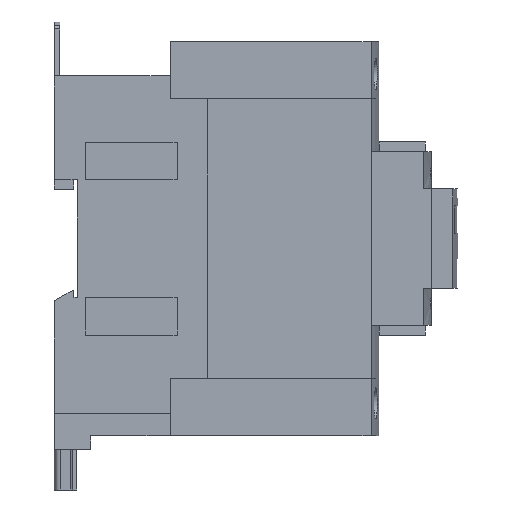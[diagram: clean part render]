
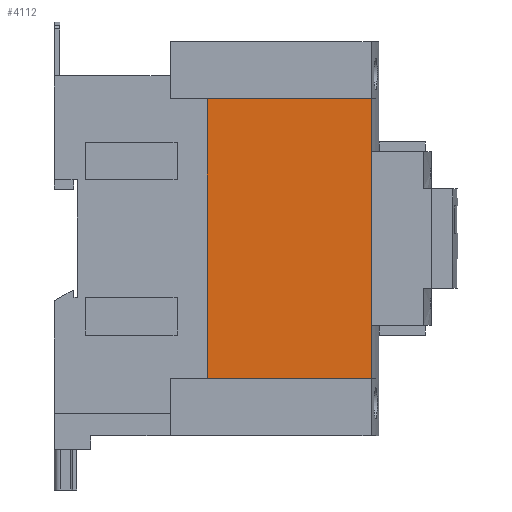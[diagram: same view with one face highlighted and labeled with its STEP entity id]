
A CAD part, left-side view. The second image highlights one B-rep face of the part: STEP entity #4112.
In plain terms, the highlighted planar face has unit normal (-1, 0, 0).
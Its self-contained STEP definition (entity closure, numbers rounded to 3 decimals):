
#4052=CARTESIAN_POINT('POINT2911',(-27.559,-45.499,
   -41.529));
#4053=VERTEX_POINT('VERTEX2911',#4052);
#4060=CARTESIAN_POINT('POINT2912',(-27.559,-45.499,
   41.529));
#4061=VERTEX_POINT('VERTEX2912',#4060);
#4062=CARTESIAN_POINT('POS5169',(-27.559,-45.499,
   -20.765));
#4063=DIRECTION('DIR6992',(0.,0.,-1.));
#4064=VECTOR('VEC3346',#4063,25.4);
#4065=LINE('STRAIGHT3346',#4062,#4064);
#4066=EDGE_CURVE('EDGE4368',#4061,#4053,#4065,.T.);
#4082=ORIENTED_EDGE('COEDGE8735',*,*,#4066,.T.);
#4083=CARTESIAN_POINT('POINT2913',(-27.559,-94.085,
   -41.529));
#4084=VERTEX_POINT('VERTEX2913',#4083);
#4085=CARTESIAN_POINT('POS5172',(-27.559,-94.085,
   -41.529));
#4086=DIRECTION('DIR6996',(0.,1.,0.));
#4087=VECTOR('VEC3348',#4086,25.4);
#4088=LINE('STRAIGHT3348',#4085,#4087);
#4089=EDGE_CURVE('EDGE4370',#4084,#4053,#4088,.T.);
#4090=ORIENTED_EDGE('COEDGE8736',*,*,#4089,.F.);
#4091=CARTESIAN_POINT('POINT2914',(-27.559,-94.085,
   41.529));
#4092=VERTEX_POINT('VERTEX2914',#4091);
#4093=CARTESIAN_POINT('POS5173',(-27.559,-94.085,
   -41.529));
#4094=DIRECTION('DIR6997',(0.,0.,1.));
#4095=VECTOR('VEC3349',#4094,25.4);
#4096=LINE('STRAIGHT3349',#4093,#4095);
#4097=EDGE_CURVE('EDGE4371',#4084,#4092,#4096,.T.);
#4098=ORIENTED_EDGE('COEDGE8737',*,*,#4097,.T.);
#4099=CARTESIAN_POINT('POS5174',(-27.559,-94.085,
   41.529));
#4100=DIRECTION('DIR6998',(0.,1.,0.));
#4101=VECTOR('VEC3350',#4100,25.4);
#4102=LINE('STRAIGHT3350',#4099,#4101);
#4103=EDGE_CURVE('EDGE4372',#4092,#4061,#4102,.T.);
#4104=ORIENTED_EDGE('COEDGE8738',*,*,#4103,.T.);
#4105=EDGE_LOOP('NONE',(#4082,#4090,#4098,#4104));
#4106=FACE_BOUND('LOOP1',#4105,.T.);
#4107=CARTESIAN_POINT('POS5175',(-27.559,-94.085,
   -41.529));
#4108=DIRECTION('DIR6999',(-1.,0.,0.));
#4109=DIRECTION('DIR7000',(0.,1.,0.));
#4110=AXIS2_PLACEMENT_3D('AXIS1825',#4107,#4108,#4109);
#4111=PLANE('PLANE1034',#4110);
#4112=ADVANCED_FACE('FACE1528',(#4106),#4111,.T.);
